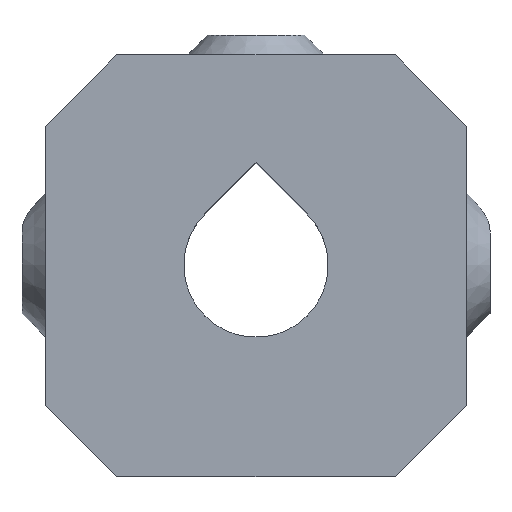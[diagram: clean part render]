
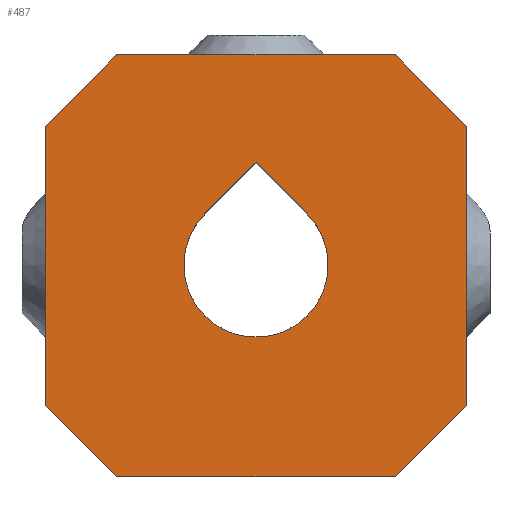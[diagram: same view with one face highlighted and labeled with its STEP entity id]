
A CAD part, top view. The second image highlights one B-rep face of the part: STEP entity #487.
In plain terms, the highlighted planar face has unit normal (0, 0, 1).
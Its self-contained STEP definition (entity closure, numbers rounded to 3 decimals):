
#30=FACE_BOUND('',#80,.T.);
#35=CIRCLE('',#529,3.05);
#52=FACE_OUTER_BOUND('',#79,.T.);
#79=EDGE_LOOP('',(#331,#332,#333,#334,#335,#336,#337,#338));
#80=EDGE_LOOP('',(#339,#340,#341));
#109=LINE('',#718,#157);
#113=LINE('',#726,#161);
#116=LINE('',#732,#164);
#117=LINE('',#734,#165);
#118=LINE('',#736,#166);
#119=LINE('',#738,#167);
#120=LINE('',#740,#168);
#121=LINE('',#741,#169);
#122=LINE('',#744,#170);
#123=LINE('',#747,#171);
#157=VECTOR('',#576,10.);
#161=VECTOR('',#582,10.);
#164=VECTOR('',#587,10.);
#165=VECTOR('',#588,10.);
#166=VECTOR('',#589,10.);
#167=VECTOR('',#590,10.);
#168=VECTOR('',#591,10.);
#169=VECTOR('',#592,10.);
#170=VECTOR('',#593,10.);
#171=VECTOR('',#596,10.);
#205=VERTEX_POINT('',#716);
#206=VERTEX_POINT('',#717);
#209=VERTEX_POINT('',#725);
#211=VERTEX_POINT('',#731);
#212=VERTEX_POINT('',#733);
#213=VERTEX_POINT('',#735);
#214=VERTEX_POINT('',#737);
#215=VERTEX_POINT('',#739);
#216=VERTEX_POINT('',#742);
#217=VERTEX_POINT('',#743);
#218=VERTEX_POINT('',#745);
#252=EDGE_CURVE('',#205,#206,#109,.T.);
#256=EDGE_CURVE('',#209,#206,#113,.T.);
#259=EDGE_CURVE('',#205,#211,#116,.F.);
#260=EDGE_CURVE('',#212,#211,#117,.T.);
#261=EDGE_CURVE('',#212,#213,#118,.F.);
#262=EDGE_CURVE('',#214,#213,#119,.T.);
#263=EDGE_CURVE('',#214,#215,#120,.F.);
#264=EDGE_CURVE('',#209,#215,#121,.T.);
#265=EDGE_CURVE('',#216,#217,#122,.T.);
#266=EDGE_CURVE('',#217,#218,#35,.T.);
#267=EDGE_CURVE('',#218,#216,#123,.T.);
#331=ORIENTED_EDGE('',*,*,#252,.F.);
#332=ORIENTED_EDGE('',*,*,#259,.T.);
#333=ORIENTED_EDGE('',*,*,#260,.F.);
#334=ORIENTED_EDGE('',*,*,#261,.T.);
#335=ORIENTED_EDGE('',*,*,#262,.F.);
#336=ORIENTED_EDGE('',*,*,#263,.T.);
#337=ORIENTED_EDGE('',*,*,#264,.F.);
#338=ORIENTED_EDGE('',*,*,#256,.T.);
#339=ORIENTED_EDGE('',*,*,#265,.T.);
#340=ORIENTED_EDGE('',*,*,#266,.T.);
#341=ORIENTED_EDGE('',*,*,#267,.T.);
#467=PLANE('',#528);
#487=ADVANCED_FACE('',(#52,#30),#467,.T.);
#528=AXIS2_PLACEMENT_3D('',#730,#585,#586);
#529=AXIS2_PLACEMENT_3D('',#746,#594,#595);
#576=DIRECTION('',(-0.707,-0.707,0.));
#582=DIRECTION('',(1.,0.,0.));
#585=DIRECTION('center_axis',(0.,0.,
1.));
#586=DIRECTION('ref_axis',(1.,0.,0.));
#587=DIRECTION('',(0.,-1.,0.));
#588=DIRECTION('',(0.707,-0.707,0.));
#589=DIRECTION('',(1.,0.,0.));
#590=DIRECTION('',(0.707,0.707,0.));
#591=DIRECTION('',(0.,1.,0.));
#592=DIRECTION('',(-0.707,0.707,0.));
#593=DIRECTION('',(0.707,-0.707,0.));
#594=DIRECTION('center_axis',(0.,0.,-1.));
#595=DIRECTION('ref_axis',(1.,0.,0.));
#596=DIRECTION('',(0.707,0.707,0.));
#716=CARTESIAN_POINT('',(8.881,-5.931,4.178));
#717=CARTESIAN_POINT('',(5.881,-8.931,4.178));
#718=CARTESIAN_POINT('',(7.394,-7.419,4.178));
#725=CARTESIAN_POINT('',(-5.881,-8.931,4.178));
#726=CARTESIAN_POINT('',(-8.931,-8.931,4.178));
#730=CARTESIAN_POINT('Origin',(0.,0.,
4.178));
#731=CARTESIAN_POINT('',(8.881,5.869,4.178));
#732=CARTESIAN_POINT('',(8.881,4.466,4.178));
#733=CARTESIAN_POINT('',(5.881,8.869,4.178));
#734=CARTESIAN_POINT('',(7.378,7.372,4.178));
#735=CARTESIAN_POINT('',(-5.881,8.869,4.178));
#736=CARTESIAN_POINT('',(-4.466,8.869,4.178));
#737=CARTESIAN_POINT('',(-8.881,5.869,4.178));
#738=CARTESIAN_POINT('',(-7.378,7.372,4.178));
#739=CARTESIAN_POINT('',(-8.881,-5.931,4.178));
#740=CARTESIAN_POINT('',(-8.881,-4.466,4.178));
#741=CARTESIAN_POINT('',(-7.394,-7.419,4.178));
#742=CARTESIAN_POINT('',(0.,4.313,4.178));
#743=CARTESIAN_POINT('',(2.157,2.157,4.178));
#744=CARTESIAN_POINT('',(2.157,2.157,4.178));
#745=CARTESIAN_POINT('',(-2.157,2.157,4.178));
#746=CARTESIAN_POINT('Origin',(0.,0.,
4.178));
#747=CARTESIAN_POINT('',(-2.157,2.157,4.178));
